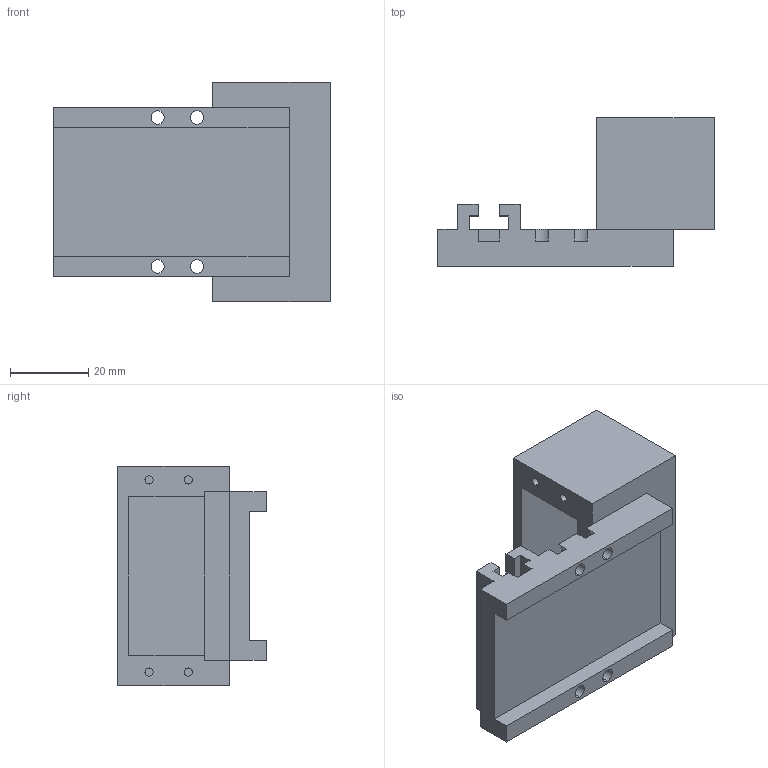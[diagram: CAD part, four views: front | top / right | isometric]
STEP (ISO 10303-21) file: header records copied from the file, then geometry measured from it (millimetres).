
FILE_DESCRIPTION (( 'STEP AP214' ), '1' );
FILE_NAME ('rack_mount_motor.STEP', '2025-07-26T06:04:54', ( '' ), ( '' ), 'SwSTEP 2.0', 'SolidWorks 2023', '' );
FILE_SCHEMA (( 'AUTOMOTIVE_DESIGN' ));
Length unit declared in the file: millimetre
Products named in the file (1): rack_mount_motor
Bounding box: 70.5 x 37.9 x 56 mm (x, y, z)
Volume: 41148.9 mm3; surface area: 20127.4 mm2
Topology: 1 solids, 1 shells, 67 faces, 178 edges, 118 vertices
Faces by surface type: plane 45, cylinder 22
Entity records: 2119 total; most frequent: CARTESIAN_POINT 364, DIRECTION 358, ORIENTED_EDGE 356, EDGE_CURVE 178, VECTOR 134, LINE 134, VERTEX_POINT 118, AXIS2_PLACEMENT_3D 112
